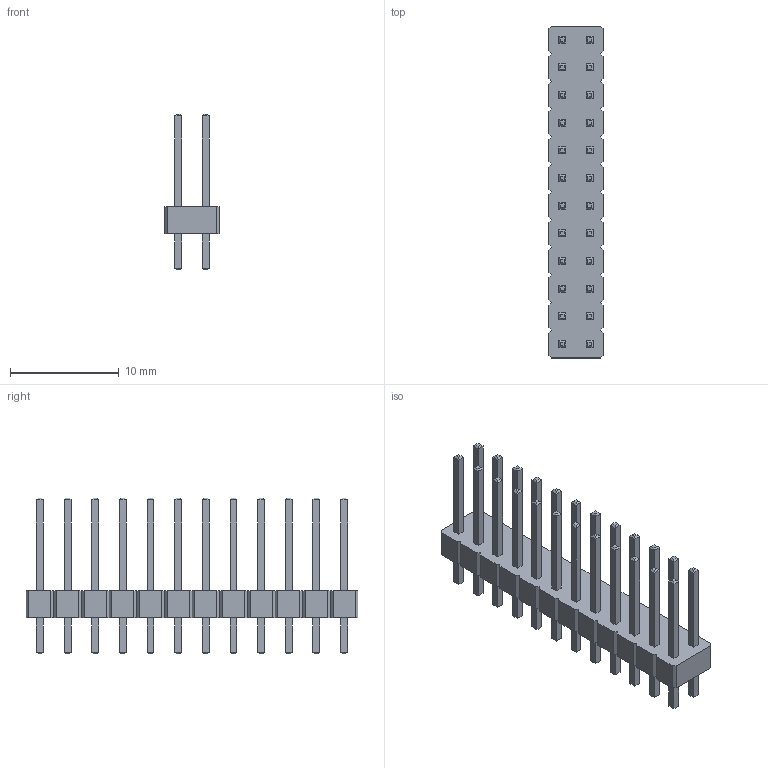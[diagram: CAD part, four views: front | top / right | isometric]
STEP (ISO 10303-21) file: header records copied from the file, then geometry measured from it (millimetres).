
FILE_DESCRIPTION(('FreeCAD Model'),'2;1');
FILE_NAME('./generated_pinheaders//PinHeader_Straight_2x12x2.54mm.step', '2016-03-29T22:46:19',('Author'),(''), 'Open CASCADE STEP processor 6.8','FreeCAD','Unknown');
FILE_SCHEMA(('AUTOMOTIVE_DESIGN_CC2 { 1 2 10303 214 -1 1 5 4 }'));
Length unit declared in the file: millimetre
Products named in the file (1): PinHeader_Straight_2x12x254mm
Bounding box: 5 x 30.48 x 14.3 mm (x, y, z)
Volume: 492.1 mm3; surface area: 1201.5 mm2
Topology: 1 solids, 1 shells, 508 faces, 1182 edges, 724 vertices
Faces by surface type: plane 508
Entity records: 32441 total; most frequent: CARTESIAN_POINT 5163, DIRECTION 4180, LINE 3162, VECTOR 3162, ORIENTED_EDGE 2364, PCURVE 2364, DEFINITIONAL_REPRESENTATION 2364, EDGE_CURVE 1182
